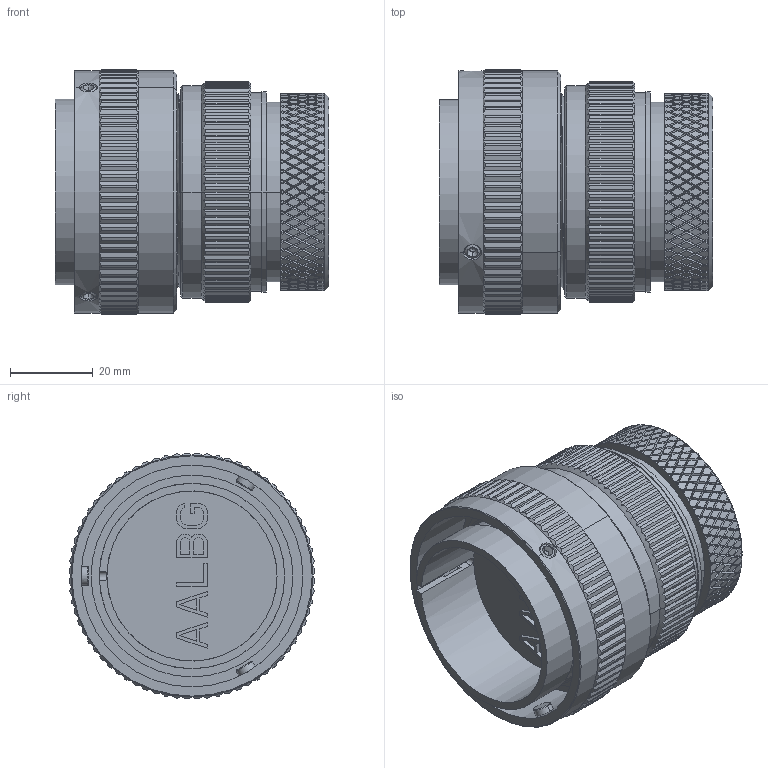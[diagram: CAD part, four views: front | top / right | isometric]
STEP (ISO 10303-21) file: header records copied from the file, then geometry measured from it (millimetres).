
FILE_DESCRIPTION((''),'2;1');
FILE_NAME('VG95234T-32_SW0002','2023-03-20T14:21:59',('paultorloting'),('NET AG system integration'),'CREO PARAMETRIC BY PTC INC, 2021404','CREO PARAMETRIC BY PTC INC, 2021404','');
FILE_SCHEMA(('AUTOMOTIVE_DESIGN { 1 0 10303 214 1 1 1 1 }'));
Products named in the file (1): VG95234T-32_SW0002
Bounding box: 66.31 x 59.58 x 59.58 mm (x, y, z)
Volume: 107275.5 mm3; surface area: 27942.7 mm2
Topology: 1 solids, 1 shells, 2932 faces, 7009 edges, 4109 vertices
Faces by surface type: plane 2251, cylinder 621, cone 52, torus 6, bspline 2
Entity records: 102792 total; most frequent: CARTESIAN_POINT 21686, ORIENTED_EDGE 14006, DIRECTION 11010, EDGE_CURVE 7003, VERTEX_POINT 4109, VECTOR 3763, LINE 3763, AXIS2_PLACEMENT_3D 3622
